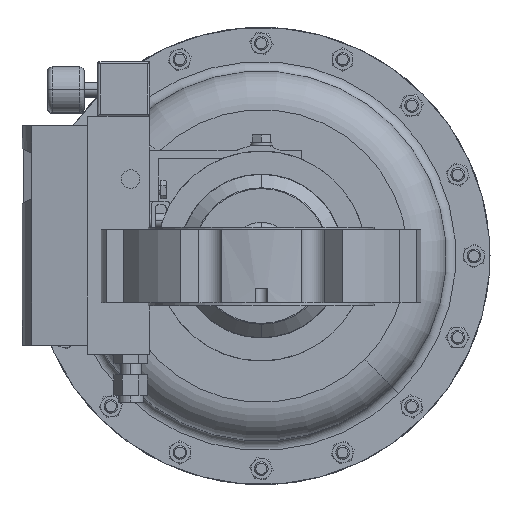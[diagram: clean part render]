
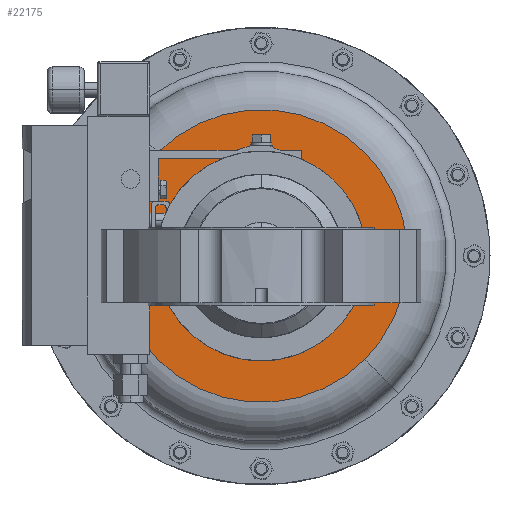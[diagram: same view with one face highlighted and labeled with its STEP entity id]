
A CAD part, front view. The second image highlights one B-rep face of the part: STEP entity #22175.
In plain terms, the highlighted planar face has unit normal (0, -1, 0).
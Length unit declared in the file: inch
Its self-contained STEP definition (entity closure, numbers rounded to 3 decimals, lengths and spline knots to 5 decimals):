
#1144 = CARTESIAN_POINT ( 'NONE',  ( -1.67938, 14.2515, -1.67938 ) ) ;
#1485 = PLANE ( 'NONE',  #34578 ) ;
#1934 = CARTESIAN_POINT ( 'NONE',  ( -2.82843, 14.2515, 2.82843 ) ) ;
#2387 = ORIENTED_EDGE ( 'NONE', *, *, #30561, .T. ) ;
#6907 = CIRCLE ( 'NONE', #10206, 2.375 ) ;
#7209 = DIRECTION ( 'NONE',  ( -0.707, 0., 0.707 ) ) ;
#8077 = DIRECTION ( 'NONE',  ( 0., 1., 0. ) ) ;
#10206 = AXIS2_PLACEMENT_3D ( 'NONE', #11228, #31101, #14083 ) ;
#11228 = CARTESIAN_POINT ( 'NONE',  ( 0., 14.2515, 0. ) ) ;
#12796 = ORIENTED_EDGE ( 'NONE', *, *, #16057, .F. ) ;
#12865 = AXIS2_PLACEMENT_3D ( 'NONE', #15660, #35525, #18508 ) ;
#13019 = CIRCLE ( 'NONE', #12865, 4. ) ;
#13717 = DIRECTION ( 'NONE',  ( 0., 1., 0. ) ) ;
#14020 = VERTEX_POINT ( 'NONE', #15577 ) ;
#14083 = DIRECTION ( 'NONE',  ( 0.707, 0., 0.707 ) ) ;
#14344 = EDGE_LOOP ( 'NONE', ( #19920, #12796 ) ) ;
#14533 = CIRCLE ( 'NONE', #27967, 4. ) ;
#15577 = CARTESIAN_POINT ( 'NONE',  ( 2.82843, 14.2515, -2.82843 ) ) ;
#15638 = FACE_BOUND ( 'NONE', #34342, .T. ) ;
#15660 = CARTESIAN_POINT ( 'NONE',  ( 0., 14.2515, 0. ) ) ;
#16057 = EDGE_CURVE ( 'NONE', #19128, #14020, #14533, .T. ) ;
#18460 = EDGE_CURVE ( 'NONE', #19618, #21767, #6907, .T. ) ;
#18508 = DIRECTION ( 'NONE',  ( 0.707, 0., -0.707 ) ) ;
#19128 = VERTEX_POINT ( 'NONE', #1934 ) ;
#19618 = VERTEX_POINT ( 'NONE', #33163 ) ;
#19920 = ORIENTED_EDGE ( 'NONE', *, *, #20060, .F. ) ;
#20060 = EDGE_CURVE ( 'NONE', #14020, #19128, #13019, .T. ) ;
#21361 = CARTESIAN_POINT ( 'NONE',  ( -2.82843, 14.2515, -2.82843 ) ) ;
#21767 = VERTEX_POINT ( 'NONE', #1144 ) ;
#22175 = ADVANCED_FACE ( 'NONE', ( #29885, #15638 ), #1485, .T. ) ;
#24221 = DIRECTION ( 'NONE',  ( 0., -1., 0. ) ) ;
#25077 = CARTESIAN_POINT ( 'NONE',  ( 0., 14.2515, 0. ) ) ;
#25122 = AXIS2_PLACEMENT_3D ( 'NONE', #30738, #13717, #33567 ) ;
#27903 = DIRECTION ( 'NONE',  ( 0.707, 0., -0.707 ) ) ;
#27967 = AXIS2_PLACEMENT_3D ( 'NONE', #25077, #8077, #27903 ) ;
#29885 = FACE_OUTER_BOUND ( 'NONE', #14344, .T. ) ;
#30561 = EDGE_CURVE ( 'NONE', #21767, #19618, #35617, .T. ) ;
#30738 = CARTESIAN_POINT ( 'NONE',  ( 0., 14.2515, 0. ) ) ;
#31101 = DIRECTION ( 'NONE',  ( 0., 1., 0. ) ) ;
#32047 = ORIENTED_EDGE ( 'NONE', *, *, #18460, .T. ) ;
#33163 = CARTESIAN_POINT ( 'NONE',  ( 1.67938, 14.2515, 1.67938 ) ) ;
#33567 = DIRECTION ( 'NONE',  ( 0.707, 0., 0.707 ) ) ;
#34342 = EDGE_LOOP ( 'NONE', ( #2387, #32047 ) ) ;
#34578 = AXIS2_PLACEMENT_3D ( 'NONE', #21361, #24221, #7209 ) ;
#35525 = DIRECTION ( 'NONE',  ( 0., 1., 0. ) ) ;
#35617 = CIRCLE ( 'NONE', #25122, 2.375 ) ;
